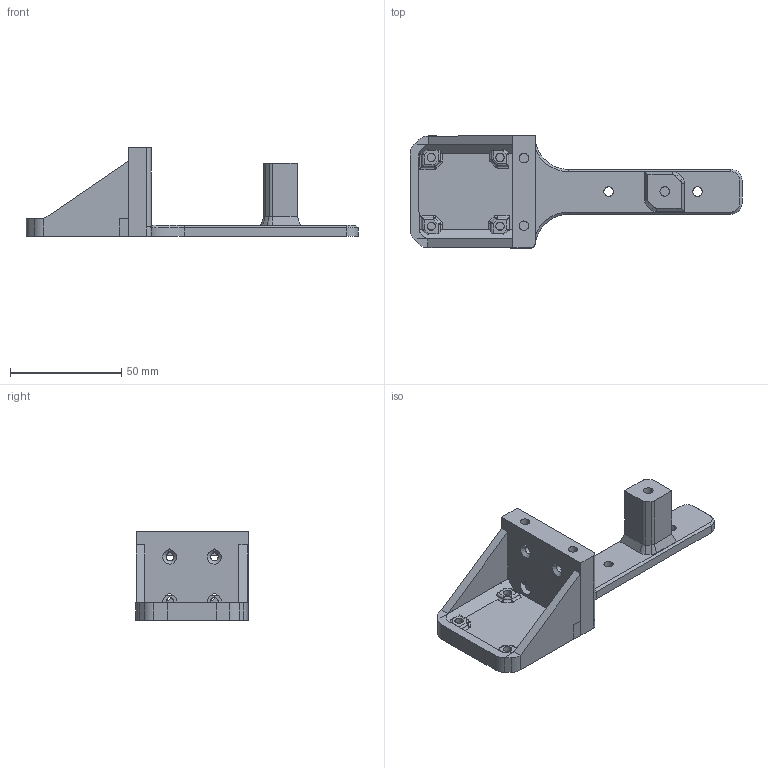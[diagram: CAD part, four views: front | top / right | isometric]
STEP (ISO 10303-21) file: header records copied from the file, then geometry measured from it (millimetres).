
FILE_DESCRIPTION(/* description */ (''),/* implementation_level */ '2;1');
FILE_NAME(/* name */ 'WoodWorker - Symetry - Tensioner side X Extrusion mount.step',/* time_stamp */ '2025-05-25T14:53:32-04:00',/* author */ (''),/* organization */ (''),/* preprocessor_version */ 'ST-DEVELOPER v20.1',/* originating_system */ 'Autodesk Translation Framework v14.10.0.0',/* authorisation */ '');
FILE_SCHEMA (('AUTOMOTIVE_DESIGN { 1 0 10303 214 3 1 1 }'));
Length unit declared in the file: millimetre
Products named in the file (2): Symetry - Tensioner side mount; Usable Carraige Cover(Mirror) (1)
Assembly tree (1 placements, depth 2):
  Symetry - Tensioner side mount
    Usable Carraige Cover(Mirror) (1)
Bounding box: 149.36 x 50.45 x 40 mm (x, y, z)
Volume: 45422.2 mm3; surface area: 26533.5 mm2
Topology: 12 solids, 12 shells, 459 faces, 1207 edges, 760 vertices
Faces by surface type: plane 291, cylinder 126, bspline 18, cone 12, torus 11, sphere 1
Full cylindrical faces by diameter (mm): 3.75 x4, 4.25 x2, 4.3 x3
Entity records: 14513 total; most frequent: CARTESIAN_POINT 3044, ORIENTED_EDGE 2392, DIRECTION 2333, EDGE_CURVE 1196, LINE 871, VECTOR 871, VERTEX_POINT 760, AXIS2_PLACEMENT_3D 731
